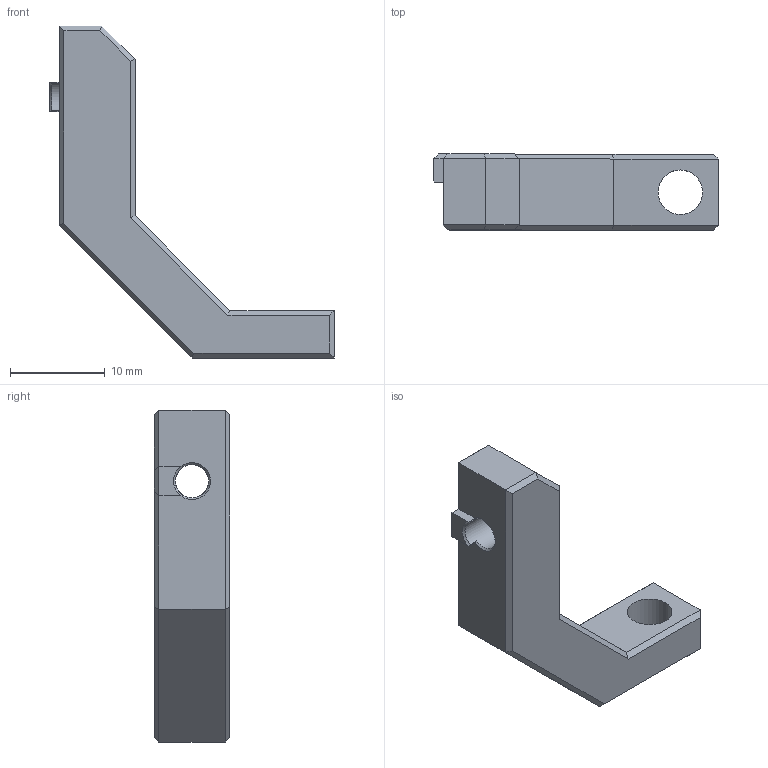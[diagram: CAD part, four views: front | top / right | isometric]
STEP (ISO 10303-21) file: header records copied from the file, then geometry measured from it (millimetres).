
FILE_DESCRIPTION(/* description */ (''),/* implementation_level */ '2;1');
FILE_NAME(/* name */ 'octopus_mount.step',/* time_stamp */ '2022-09-08T11:45:48-05:00',/* author */ (''),/* organization */ (''),/* preprocessor_version */ 'ST-DEVELOPER v19',/* originating_system */ 'Autodesk Translation Framework v11.7.0.108',/* authorisation */ '');
FILE_SCHEMA (('AUTOMOTIVE_DESIGN { 1 0 10303 214 3 1 1 }'));
Length unit declared in the file: millimetre
Products named in the file (1): octopus_mount_x4
Bounding box: 30 x 8 x 35 mm (x, y, z)
Volume: 2388.1 mm3; surface area: 1635 mm2
Topology: 1 solids, 1 shells, 47 faces, 112 edges, 67 vertices
Faces by surface type: plane 39, cone 5, cylinder 3
Full cylindrical faces by diameter (mm): 3.5 x1, 4.7 x1, 6 x1
Entity records: 1358 total; most frequent: CARTESIAN_POINT 247, ORIENTED_EDGE 224, DIRECTION 215, EDGE_CURVE 112, LINE 89, VECTOR 89, VERTEX_POINT 67, AXIS2_PLACEMENT_3D 63
